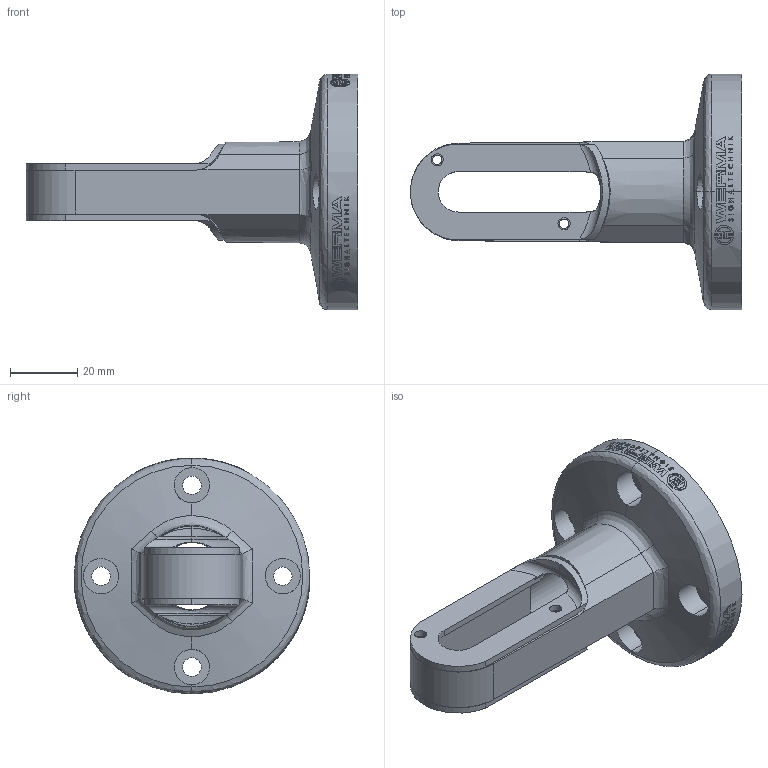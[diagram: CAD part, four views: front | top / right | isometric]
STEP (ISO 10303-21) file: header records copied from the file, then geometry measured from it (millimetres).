
FILE_DESCRIPTION (( 'STEP AP214' ), '1' );
FILE_NAME ('97584086.step', '2016-03-14T14:24:09', ( '' ), ( '' ), 'SwSTEP 2.0', 'SolidWorks 2015', '' );
FILE_SCHEMA (( 'AUTOMOTIVE_DESIGN' ));
Length unit declared in the file: inch
Products named in the file (1): 97584086
Bounding box: 98.5 x 70.11 x 70.1 mm (x, y, z)
Volume: 66786.1 mm3; surface area: 23178.8 mm2
Topology: 1 solids, 3 shells, 909 faces, 2463 edges, 1634 vertices
Faces by surface type: plane 561, cylinder 304, cone 23, bspline 15, torus 6
Entity records: 44663 total; most frequent: CARTESIAN_POINT 10972, ORIENTED_EDGE 4926, DIRECTION 4110, EDGE_CURVE 2463, VERTEX_POINT 1634, AXIS2_PLACEMENT_3D 1451, VECTOR 1208, LINE 1208
